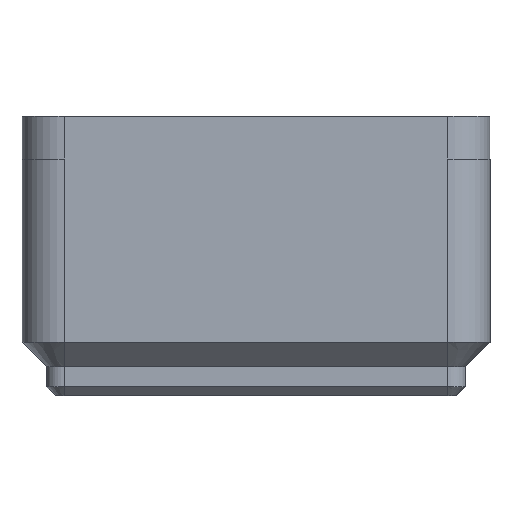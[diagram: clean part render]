
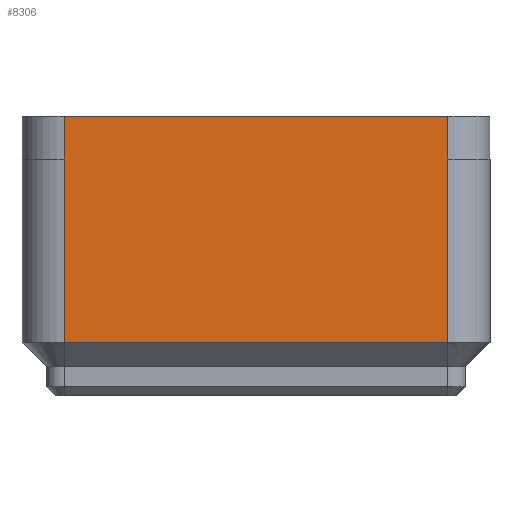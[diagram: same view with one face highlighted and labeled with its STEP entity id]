
A CAD part, front view. The second image highlights one B-rep face of the part: STEP entity #8306.
In plain terms, the highlighted planar face has unit normal (0, -1, 0).
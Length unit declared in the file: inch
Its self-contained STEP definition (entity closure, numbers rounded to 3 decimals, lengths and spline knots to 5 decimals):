
#1151=FACE_OUTER_BOUND('',#1647,.T.);
#1647=EDGE_LOOP('',(#7604,#7605,#7606,#7607,#7608,#7609));
#2370=LINE('',#15395,#3158);
#2416=LINE('',#15562,#3204);
#2421=LINE('',#15574,#3209);
#2423=LINE('',#15581,#3211);
#2429=LINE('',#15596,#3217);
#2431=LINE('',#15601,#3219);
#3158=VECTOR('',#9958,0.3937);
#3204=VECTOR('',#10090,0.3937);
#3209=VECTOR('',#10101,0.3937);
#3211=VECTOR('',#10109,0.3937);
#3217=VECTOR('',#10127,0.3937);
#3219=VECTOR('',#10135,0.3937);
#3959=VERTEX_POINT('',#15389);
#3960=VERTEX_POINT('',#15393);
#3993=VERTEX_POINT('',#15559);
#3994=VERTEX_POINT('',#15561);
#3998=VERTEX_POINT('',#15573);
#4000=VERTEX_POINT('',#15579);
#5118=EDGE_CURVE('',#3959,#3960,#2370,.T.);
#5181=EDGE_CURVE('',#3994,#3993,#2416,.T.);
#5187=EDGE_CURVE('',#3994,#3998,#2421,.T.);
#5191=EDGE_CURVE('',#4000,#3993,#2423,.T.);
#5199=EDGE_CURVE('',#3959,#4000,#2429,.T.);
#5201=EDGE_CURVE('',#3998,#3960,#2431,.T.);
#7604=ORIENTED_EDGE('',*,*,#5199,.F.);
#7605=ORIENTED_EDGE('',*,*,#5118,.T.);
#7606=ORIENTED_EDGE('',*,*,#5201,.F.);
#7607=ORIENTED_EDGE('',*,*,#5187,.F.);
#7608=ORIENTED_EDGE('',*,*,#5181,.T.);
#7609=ORIENTED_EDGE('',*,*,#5191,.F.);
#7846=PLANE('',#8666);
#8306=ADVANCED_FACE('',(#1151),#7846,.T.);
#8666=AXIS2_PLACEMENT_3D('',#15610,#10148,#10149);
#9958=DIRECTION('',(1.,0.,0.));
#10090=DIRECTION('',(-1.,0.,0.));
#10101=DIRECTION('',(0.,0.,-1.));
#10109=DIRECTION('',(0.,0.,1.));
#10127=DIRECTION('',(0.,0.,1.));
#10135=DIRECTION('',(0.,0.,-1.));
#10148=DIRECTION('center_axis',(0.,-1.,0.));
#10149=DIRECTION('ref_axis',(1.,0.,0.));
#15389=CARTESIAN_POINT('',(0.14764,0.,0.));
#15393=CARTESIAN_POINT('',(1.48622,0.,0.));
#15395=CARTESIAN_POINT('',(0.,0.,0.));
#15559=CARTESIAN_POINT('',(0.14764,0.,0.78937));
#15561=CARTESIAN_POINT('',(1.48622,0.,0.78937));
#15562=CARTESIAN_POINT('',(0.40846,0.,0.78937));
#15573=CARTESIAN_POINT('',(1.48622,0.,0.63976));
#15574=CARTESIAN_POINT('',(1.48622,0.,0.63976));
#15579=CARTESIAN_POINT('',(0.14764,0.,0.63976));
#15581=CARTESIAN_POINT('',(0.14764,0.,0.63976));
#15596=CARTESIAN_POINT('',(0.14764,0.,0.));
#15601=CARTESIAN_POINT('',(1.48622,0.,0.));
#15610=CARTESIAN_POINT('Origin',(0.,0.,0.));
